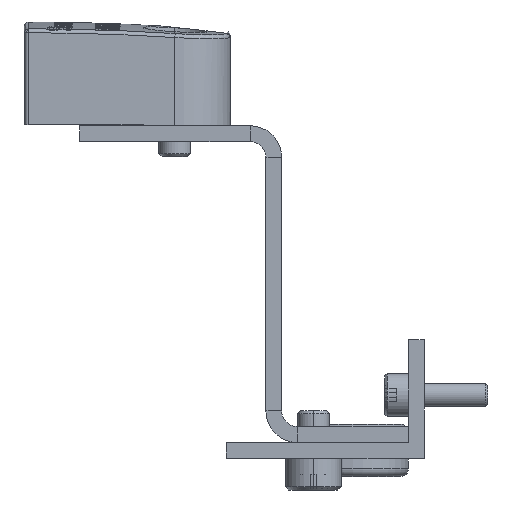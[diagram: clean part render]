
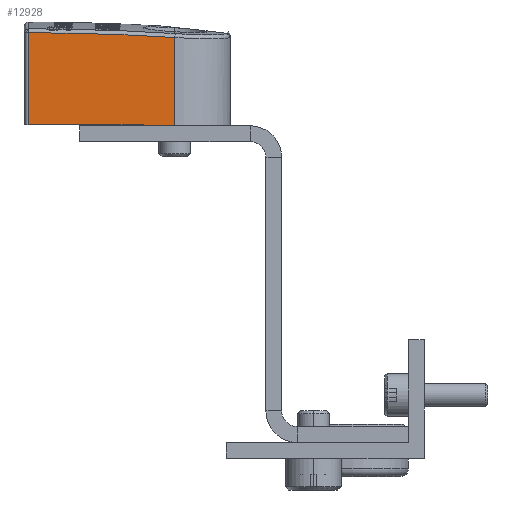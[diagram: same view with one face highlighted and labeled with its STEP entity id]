
A CAD part, left-side view. The second image highlights one B-rep face of the part: STEP entity #12928.
In plain terms, the highlighted planar face has unit normal (-1, 0, 0).
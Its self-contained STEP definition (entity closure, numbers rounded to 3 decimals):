
#18 = ORIENTED_EDGE ( 'NONE', *, *, #20631, .F. ) ;
#557 = ORIENTED_EDGE ( 'NONE', *, *, #4643, .T. ) ;
#647 = ORIENTED_EDGE ( 'NONE', *, *, #3733, .F. ) ;
#2112 = VERTEX_POINT ( 'NONE', #12477 ) ;
#3353 = CARTESIAN_POINT ( 'NONE',  ( -18., 4., 0. ) ) ;
#3357 = DIRECTION ( 'NONE',  ( 0., 0., 1. ) ) ;
#3733 = EDGE_CURVE ( 'NONE', #2112, #16512, #20976, .T. ) ;
#4074 = VERTEX_POINT ( 'NONE', #12201 ) ;
#4220 = VECTOR ( 'NONE', #11498, 1000. ) ;
#4643 = EDGE_CURVE ( 'NONE', #21378, #13920, #15299, .T. ) ;
#4855 = CARTESIAN_POINT ( 'NONE',  ( -18., 19., 0. ) ) ;
#5419 = LINE ( 'NONE', #6734, #21445 ) ;
#5781 = CARTESIAN_POINT ( 'NONE',  ( -18., 4., 0. ) ) ;
#6257 = AXIS2_PLACEMENT_3D ( 'NONE', #18451, #15004, #8215 ) ;
#6258 = VECTOR ( 'NONE', #20208, 1000. ) ;
#6718 = ORIENTED_EDGE ( 'NONE', *, *, #21760, .T. ) ;
#6734 = CARTESIAN_POINT ( 'NONE',  ( -18., 18.5, 13.1 ) ) ;
#6765 = EDGE_LOOP ( 'NONE', ( #557, #6718, #647, #18, #17278, #10041 ) ) ;
#6886 = DIRECTION ( 'NONE',  ( 0., 0., -1. ) ) ;
#7110 = DIRECTION ( 'NONE',  ( 0., -1., 0. ) ) ;
#8215 = DIRECTION ( 'NONE',  ( 0., 1., 0. ) ) ;
#8276 = VECTOR ( 'NONE', #7110, 1000. ) ;
#8657 = DIRECTION ( 'NONE',  ( 0., 0., -1. ) ) ;
#8756 = AXIS2_PLACEMENT_3D ( 'NONE', #13860, #12072, #3357 ) ;
#10041 = ORIENTED_EDGE ( 'NONE', *, *, #15335, .T. ) ;
#10742 = LINE ( 'NONE', #13757, #8276 ) ;
#11024 = PLANE ( 'NONE',  #6257 ) ;
#11498 = DIRECTION ( 'NONE',  ( 0., -1., 0. ) ) ;
#11663 = CARTESIAN_POINT ( 'NONE',  ( -18., 18.5, 11.744 ) ) ;
#12072 = DIRECTION ( 'NONE',  ( 1., 0., 0. ) ) ;
#12201 = CARTESIAN_POINT ( 'NONE',  ( -18., 18.5, 0.1 ) ) ;
#12243 = CIRCLE ( 'NONE', #8756, 298.645 ) ;
#12477 = CARTESIAN_POINT ( 'NONE',  ( -18., 0., 11.14 ) ) ;
#12536 = FACE_OUTER_BOUND ( 'NONE', #6765, .T. ) ;
#12928 = ADVANCED_FACE ( 'NONE', ( #12536 ), #11024, .T. ) ;
#13757 = CARTESIAN_POINT ( 'NONE',  ( -18., 19., 0.1 ) ) ;
#13860 = CARTESIAN_POINT ( 'NONE',  ( -18., 19., -286.9 ) ) ;
#13903 = CARTESIAN_POINT ( 'NONE',  ( -18., 0., 0. ) ) ;
#13920 = VERTEX_POINT ( 'NONE', #5781 ) ;
#15004 = DIRECTION ( 'NONE',  ( -1., 0., 0. ) ) ;
#15060 = VECTOR ( 'NONE', #8657, 1000. ) ;
#15299 = LINE ( 'NONE', #3353, #6258 ) ;
#15335 = EDGE_CURVE ( 'NONE', #4074, #21378, #10742, .T. ) ;
#15584 = CARTESIAN_POINT ( 'NONE',  ( -18., 4., 0.1 ) ) ;
#15653 = CARTESIAN_POINT ( 'NONE',  ( -18., 0., 13.1 ) ) ;
#16512 = VERTEX_POINT ( 'NONE', #13903 ) ;
#17278 = ORIENTED_EDGE ( 'NONE', *, *, #17772, .T. ) ;
#17772 = EDGE_CURVE ( 'NONE', #21322, #4074, #5419, .T. ) ;
#18330 = LINE ( 'NONE', #4855, #4220 ) ;
#18451 = CARTESIAN_POINT ( 'NONE',  ( -18., 19., 13.1 ) ) ;
#20208 = DIRECTION ( 'NONE',  ( 0., 0., -1. ) ) ;
#20631 = EDGE_CURVE ( 'NONE', #21322, #2112, #12243, .T. ) ;
#20976 = LINE ( 'NONE', #15653, #15060 ) ;
#21322 = VERTEX_POINT ( 'NONE', #11663 ) ;
#21378 = VERTEX_POINT ( 'NONE', #15584 ) ;
#21445 = VECTOR ( 'NONE', #6886, 1000. ) ;
#21760 = EDGE_CURVE ( 'NONE', #13920, #16512, #18330, .T. ) ;
